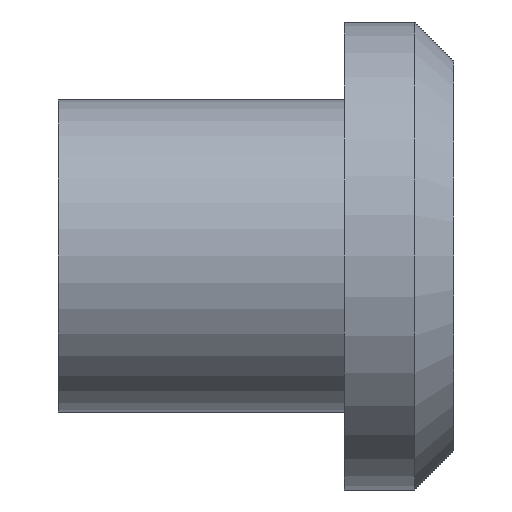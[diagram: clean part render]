
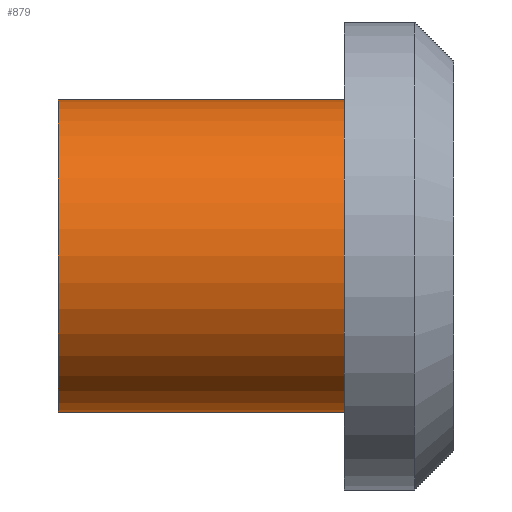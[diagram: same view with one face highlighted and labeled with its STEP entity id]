
A CAD part, left-side view. The second image highlights one B-rep face of the part: STEP entity #879.
In plain terms, the highlighted cylindrical face has radius 6 mm (diameter 12 mm), a partial arc.
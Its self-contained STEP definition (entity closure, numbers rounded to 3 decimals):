
#25=CYLINDRICAL_SURFACE('',#957,6.);
#83=FACE_OUTER_BOUND('',#144,.T.);
#144=EDGE_LOOP('',(#682,#683,#684,#685));
#198=CIRCLE('',#921,6.);
#216=CIRCLE('',#958,6.);
#275=LINE('',#1411,#347);
#280=LINE('',#1422,#352);
#347=VECTOR('',#1130,10.);
#352=VECTOR('',#1141,10.);
#397=VERTEX_POINT('',#1319);
#398=VERTEX_POINT('',#1321);
#427=VERTEX_POINT('',#1410);
#430=VERTEX_POINT('',#1420);
#477=EDGE_CURVE('',#398,#397,#198,.T.);
#521=EDGE_CURVE('',#398,#427,#275,.T.);
#527=EDGE_CURVE('',#430,#397,#280,.T.);
#528=EDGE_CURVE('',#427,#430,#216,.T.);
#682=ORIENTED_EDGE('',*,*,#527,.F.);
#683=ORIENTED_EDGE('',*,*,#528,.F.);
#684=ORIENTED_EDGE('',*,*,#521,.F.);
#685=ORIENTED_EDGE('',*,*,#477,.T.);
#879=ADVANCED_FACE('',(#83),#25,.T.);
#921=AXIS2_PLACEMENT_3D('',#1322,#1037,#1038);
#957=AXIS2_PLACEMENT_3D('',#1423,#1142,#1143);
#958=AXIS2_PLACEMENT_3D('',#1424,#1144,#1145);
#1037=DIRECTION('center_axis',(0.,1.,0.));
#1038=DIRECTION('ref_axis',(0.,0.,-1.));
#1130=DIRECTION('',(0.,1.,0.));
#1141=DIRECTION('',(0.,-1.,0.));
#1142=DIRECTION('center_axis',(0.,1.,0.));
#1143=DIRECTION('ref_axis',(0.,0.,-1.));
#1144=DIRECTION('center_axis',(0.,1.,0.));
#1145=DIRECTION('ref_axis',(0.,0.,-1.));
#1319=CARTESIAN_POINT('',(-5.5,-5.,6.));
#1321=CARTESIAN_POINT('',(-5.5,-5.,-6.));
#1322=CARTESIAN_POINT('Origin',(-5.5,-5.,0.));
#1410=CARTESIAN_POINT('',(-5.5,6.,-6.));
#1411=CARTESIAN_POINT('',(-5.5,0.,-6.));
#1420=CARTESIAN_POINT('',(-5.5,6.,6.));
#1422=CARTESIAN_POINT('',(-5.5,0.,6.));
#1423=CARTESIAN_POINT('Origin',(-5.5,0.,0.));
#1424=CARTESIAN_POINT('Origin',(-5.5,6.,0.));
